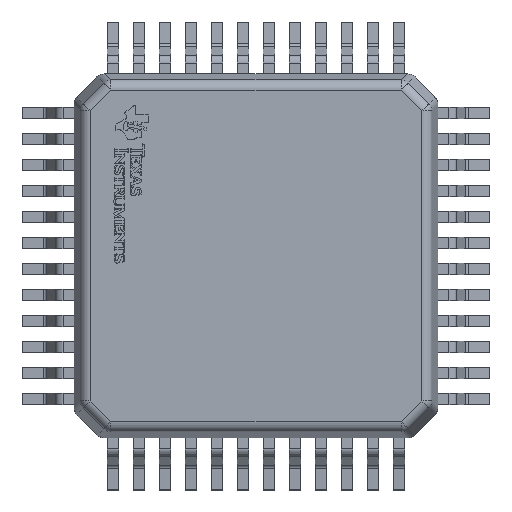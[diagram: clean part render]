
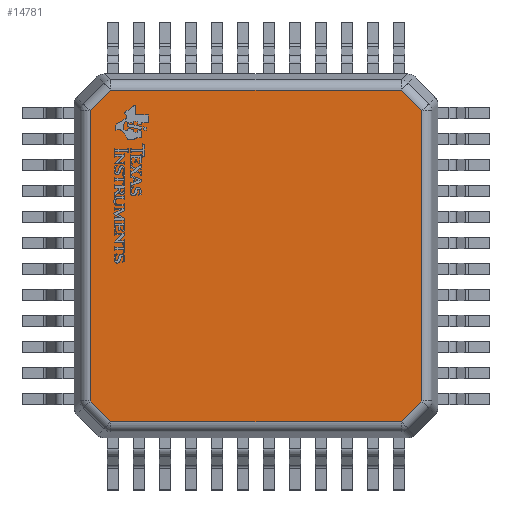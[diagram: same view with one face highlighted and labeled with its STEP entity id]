
A CAD part, top view. The second image highlights one B-rep face of the part: STEP entity #14781.
In plain terms, the highlighted planar face has unit normal (0, 0, 1).
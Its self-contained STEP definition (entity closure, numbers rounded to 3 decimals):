
#641=PLANE('',#15783);
#1196=LINE('',#20330,#2800);
#1204=LINE('',#20376,#2808);
#1212=LINE('',#20414,#2816);
#1218=LINE('',#20433,#2822);
#1222=LINE('',#20456,#2826);
#1226=LINE('',#20465,#2830);
#1228=LINE('',#20468,#2832);
#1236=LINE('',#20484,#2840);
#2800=VECTOR('',#16759,5.582);
#2808=VECTOR('',#16809,0.561);
#2816=VECTOR('',#16853,5.582);
#2822=VECTOR('',#16875,5.582);
#2826=VECTOR('',#16901,5.582);
#2830=VECTOR('',#16911,0.561);
#2832=VECTOR('',#16915,0.561);
#2840=VECTOR('',#16935,0.561);
#4621=FACE_OUTER_BOUND('',#5475,.T.);
#5475=EDGE_LOOP('',(#10585,#10586,#10587,#10588,#10589,#10590,#10591,#10592));
#6556=VERTEX_POINT('',#20309);
#6560=VERTEX_POINT('',#20317);
#6578=VERTEX_POINT('',#20368);
#6583=VERTEX_POINT('',#20384);
#6590=VERTEX_POINT('',#20406);
#6594=VERTEX_POINT('',#20420);
#6599=VERTEX_POINT('',#20436);
#6603=VERTEX_POINT('',#20448);
#8043=EDGE_CURVE('',#6556,#6560,#1196,.T.);
#8065=EDGE_CURVE('',#6578,#6556,#1204,.T.);
#8084=EDGE_CURVE('',#6590,#6578,#1212,.T.);
#8094=EDGE_CURVE('',#6583,#6594,#1218,.T.);
#8105=EDGE_CURVE('',#6603,#6599,#1222,.T.);
#8110=EDGE_CURVE('',#6594,#6603,#1226,.T.);
#8112=EDGE_CURVE('',#6599,#6590,#1228,.T.);
#8122=EDGE_CURVE('',#6560,#6583,#1236,.T.);
#10585=ORIENTED_EDGE('',*,*,#8105,.F.);
#10586=ORIENTED_EDGE('',*,*,#8110,.F.);
#10587=ORIENTED_EDGE('',*,*,#8094,.F.);
#10588=ORIENTED_EDGE('',*,*,#8122,.F.);
#10589=ORIENTED_EDGE('',*,*,#8043,.F.);
#10590=ORIENTED_EDGE('',*,*,#8065,.F.);
#10591=ORIENTED_EDGE('',*,*,#8084,.F.);
#10592=ORIENTED_EDGE('',*,*,#8112,.F.);
#14781=ADVANCED_FACE('',(#4621),#641,.T.);
#15783=AXIS2_PLACEMENT_3D('',#20601,#17084,#17085);
#16759=DIRECTION('',(0.,1.,0.));
#16809=DIRECTION('',(-0.707,0.707,0.));
#16853=DIRECTION('',(-1.,0.,0.));
#16875=DIRECTION('',(1.,0.,0.));
#16901=DIRECTION('',(0.,-1.,0.));
#16911=DIRECTION('',(0.707,-0.707,0.));
#16915=DIRECTION('',(-0.707,-0.707,0.));
#16935=DIRECTION('',(0.707,0.707,0.));
#17084=DIRECTION('center_axis',(0.,0.,1.));
#17085=DIRECTION('ref_axis',(1.,0.,0.));
#20309=CARTESIAN_POINT('',(-3.188,-2.791,1.55));
#20317=CARTESIAN_POINT('',(-3.188,2.791,1.55));
#20330=CARTESIAN_POINT('',(-3.188,0.875,1.55));
#20368=CARTESIAN_POINT('',(-2.791,-3.188,1.55));
#20376=CARTESIAN_POINT('',(-2.989,-2.989,1.55));
#20384=CARTESIAN_POINT('',(-2.791,3.188,1.55));
#20406=CARTESIAN_POINT('',(2.791,-3.188,1.55));
#20414=CARTESIAN_POINT('',(-0.875,-3.188,1.55));
#20420=CARTESIAN_POINT('',(2.791,3.188,1.55));
#20433=CARTESIAN_POINT('',(0.875,3.188,1.55));
#20436=CARTESIAN_POINT('',(3.188,-2.791,1.55));
#20448=CARTESIAN_POINT('',(3.188,2.791,1.55));
#20456=CARTESIAN_POINT('',(3.188,-0.875,1.55));
#20465=CARTESIAN_POINT('',(2.989,2.989,1.55));
#20468=CARTESIAN_POINT('',(2.989,-2.989,1.55));
#20484=CARTESIAN_POINT('',(-2.989,2.989,1.55));
#20601=CARTESIAN_POINT('Origin',(0.,0.,1.55));
